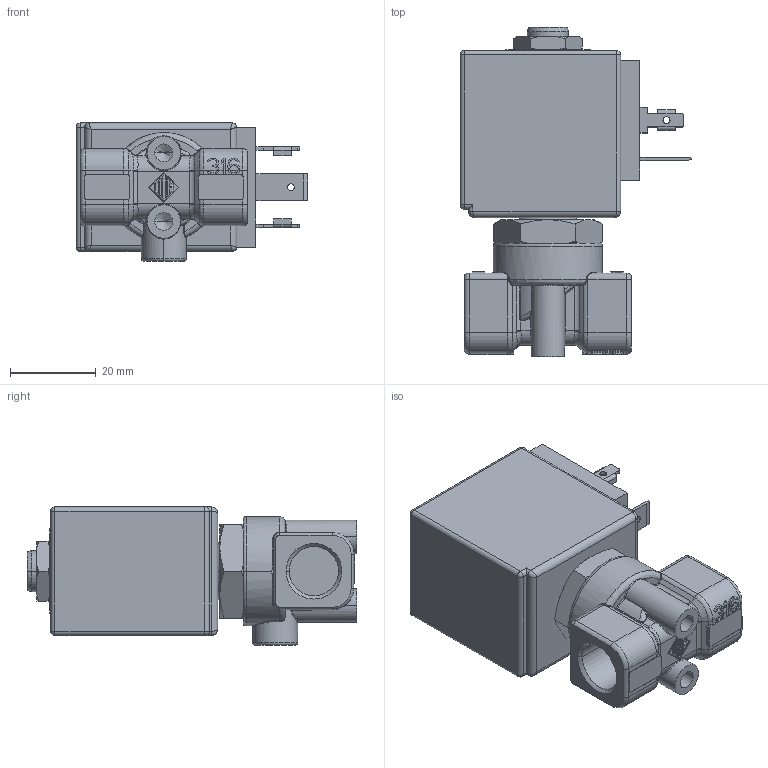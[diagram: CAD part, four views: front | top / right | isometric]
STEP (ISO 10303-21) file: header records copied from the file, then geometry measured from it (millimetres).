
FILE_DESCRIPTION((''),'2;1');
FILE_NAME('21L2K1T25_BDA_INGOMBRO_ASM','2009-07-07T',('romeri'),('O.D.E.'),'PRO/ENGINEER BY PARAMETRIC TECHNOLOGY CORPORATION, 2005450','PRO/ENGINEER BY PARAMETRIC TECHNOLOGY CORPORATION, 2005450','');
FILE_SCHEMA(('CONFIG_CONTROL_DESIGN'));
Length unit declared in the file: millimetre
Products named in the file (6): 4500L2_INGOMBRO; 450811_INGOMBRO; BOBINA_8_W_INGOMBRO; 450940; 450939; 21L2K1T25_BDA_INGOMBRO_ASM
Assembly tree (5 placements, depth 2):
  21L2K1T25_BDA_INGOMBRO_ASM
    4500L2_INGOMBRO
    450811_INGOMBRO
    BOBINA_8_W_INGOMBRO
    450940
    450939
Bounding box: 54.15 x 76.9 x 32.22 mm (x, y, z)
Volume: 41114.7 mm3; surface area: 24638.6 mm2
Topology: 4 solids, 10 shells, 722 faces, 1787 edges, 1104 vertices
Faces by surface type: plane 385, cylinder 154, bspline 73, cone 54, torus 33, sphere 23
Entity records: 30321 total; most frequent: CARTESIAN_POINT 7634, ORIENTED_EDGE 3557, DIRECTION 3177, PRESENTATION_STYLE_ASSIGNMENT 1834, EDGE_CURVE 1780, STYLED_ITEM 1768, CURVE_STYLE 1764, VERTEX_POINT 1104
